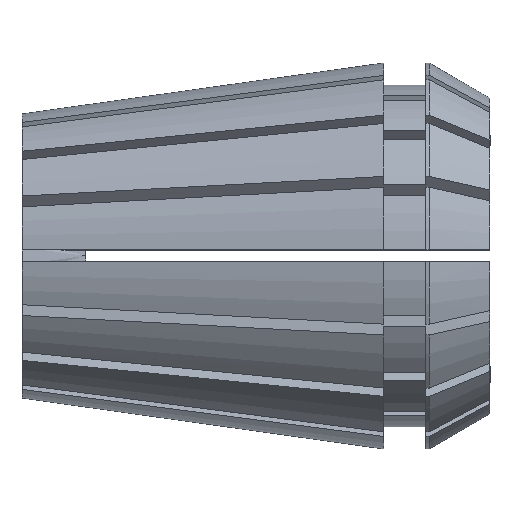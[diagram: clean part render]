
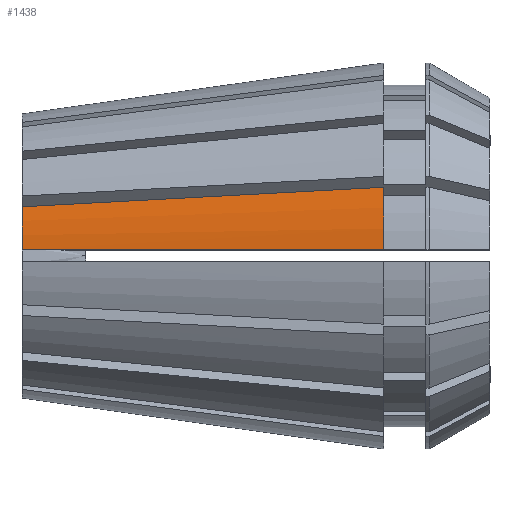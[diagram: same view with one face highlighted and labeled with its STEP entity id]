
A CAD part, top view. The second image highlights one B-rep face of the part: STEP entity #1438.
In plain terms, the highlighted conical face has half-angle 8 degrees and reference radius 16.5 mm.
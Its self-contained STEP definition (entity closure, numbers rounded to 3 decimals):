
#54 = CARTESIAN_POINT ( 'NONE',  ( 27.645, 5.674, 15.006 ) ) ;
#168 = DIRECTION ( 'NONE',  ( 1., 0., 0. ) ) ;
#302 = CARTESIAN_POINT ( 'NONE',  ( 30.9, 0.5, 16.493 ) ) ;
#374 = CARTESIAN_POINT ( 'NONE',  ( 0., 0.5, 12.147 ) ) ;
#508 = AXIS2_PLACEMENT_3D ( 'NONE', #2473, #3835, #711 ) ;
#560 = DIRECTION ( 'NONE',  ( 0., 0., 1. ) ) ;
#711 = DIRECTION ( 'NONE',  ( 0., 0., 1. ) ) ;
#755 = CARTESIAN_POINT ( 'NONE',  ( 30.9, 0.5, 16.493 ) ) ;
#795 = FACE_OUTER_BOUND ( 'NONE', #3432, .T. ) ;
#820 = CARTESIAN_POINT ( 'NONE',  ( 1.325, 0.5, 12.334 ) ) ;
#875 = ORIENTED_EDGE ( 'NONE', *, *, #2056, .F. ) ;
#1033 = CARTESIAN_POINT ( 'NONE',  ( 30.9, 0., 0. ) ) ;
#1137 = ORIENTED_EDGE ( 'NONE', *, *, #3632, .T. ) ;
#1214 = CARTESIAN_POINT ( 'NONE',  ( 2.65, 0.5, 12.52 ) ) ;
#1413 = CARTESIAN_POINT ( 'NONE',  ( 0., 4.187, 11.414 ) ) ;
#1438 = ADVANCED_FACE ( 'NONE', ( #795 ), #3827, .T. ) ;
#1595 = ORIENTED_EDGE ( 'NONE', *, *, #4271, .F. ) ;
#1674 = CARTESIAN_POINT ( 'NONE',  ( 18.714, 0.5, 14.779 ) ) ;
#1784 = ORIENTED_EDGE ( 'NONE', *, *, #4197, .F. ) ;
#1879 = CARTESIAN_POINT ( 'NONE',  ( 14.091, 4.945, 13.245 ) ) ;
#1893 = CARTESIAN_POINT ( 'NONE',  ( 21.136, 5.324, 14.16 ) ) ;
#1963 = DIRECTION ( 'NONE',  ( 0., 0., -1. ) ) ;
#2044 = AXIS2_PLACEMENT_3D ( 'NONE', #2815, #2834, #560 ) ;
#2056 = EDGE_CURVE ( 'NONE', #5002, #4651, #3144, .T. ) ;
#2108 = CARTESIAN_POINT ( 'NONE',  ( 29.294, 0.5, 16.267 ) ) ;
#2129 = CARTESIAN_POINT ( 'NONE',  ( 3.975, 0.5, 12.706 ) ) ;
#2473 = CARTESIAN_POINT ( 'NONE',  ( 0., 0., 0. ) ) ;
#2815 = CARTESIAN_POINT ( 'NONE',  ( 30.9, 0., 0. ) ) ;
#2834 = DIRECTION ( 'NONE',  ( -1., 0., 0. ) ) ;
#2947 = AXIS2_PLACEMENT_3D ( 'NONE', #1033, #168, #1963 ) ;
#3144 = B_SPLINE_CURVE_WITH_KNOTS ( 'NONE', 3,
 ( #1413, #3188, #1879, #1893, #4120, #54, #3228 ),
 .UNSPECIFIED., .F., .F.,
 ( 4, 3, 4 ),
 ( 0., 0.021, 0.031 ),
 .UNSPECIFIED. ) ;
#3188 = CARTESIAN_POINT ( 'NONE',  ( 7.045, 4.566, 12.33 ) ) ;
#3228 = CARTESIAN_POINT ( 'NONE',  ( 30.9, 5.85, 15.429 ) ) ;
#3318 = CARTESIAN_POINT ( 'NONE',  ( 30.9, 5.85, 15.429 ) ) ;
#3432 = EDGE_LOOP ( 'NONE', ( #875, #1784, #1595, #1137 ) ) ;
#3463 = CARTESIAN_POINT ( 'NONE',  ( 26.083, 0.5, 15.815 ) ) ;
#3485 = CARTESIAN_POINT ( 'NONE',  ( 11.344, 0.5, 13.743 ) ) ;
#3521 = CARTESIAN_POINT ( 'NONE',  ( 0., 0.5, 12.147 ) ) ;
#3632 = EDGE_CURVE ( 'NONE', #3872, #4651, #4563, .T. ) ;
#3827 = CONICAL_SURFACE ( 'NONE', #2947, 16.5, 0.14 ) ;
#3835 = DIRECTION ( 'NONE',  ( -1., 0., 0. ) ) ;
#3872 = VERTEX_POINT ( 'NONE', #302 ) ;
#3937 = VERTEX_POINT ( 'NONE', #374 ) ;
#4120 = CARTESIAN_POINT ( 'NONE',  ( 24.391, 5.499, 14.583 ) ) ;
#4197 = EDGE_CURVE ( 'NONE', #3937, #5002, #4701, .T. ) ;
#4271 = EDGE_CURVE ( 'NONE', #3872, #3937, #5561, .T. ) ;
#4563 = CIRCLE ( 'NONE', #2044, 16.5 ) ;
#4651 = VERTEX_POINT ( 'NONE', #3318 ) ;
#4701 = CIRCLE ( 'NONE', #508, 12.158 ) ;
#4845 = CARTESIAN_POINT ( 'NONE',  ( 27.689, 0.5, 16.041 ) ) ;
#4968 = CARTESIAN_POINT ( 'NONE',  ( 0., 4.187, 11.414 ) ) ;
#5002 = VERTEX_POINT ( 'NONE', #4968 ) ;
#5561 = B_SPLINE_CURVE_WITH_KNOTS ( 'NONE', 3,
 ( #755, #2108, #4845, #3463, #1674, #3485, #2129, #1214, #820, #3521 ),
 .UNSPECIFIED., .F., .F.,
 ( 4, 3, 3, 4 ),
 ( 0.061, 0.066, 0.089, 0.093 ),
 .UNSPECIFIED. ) ;
